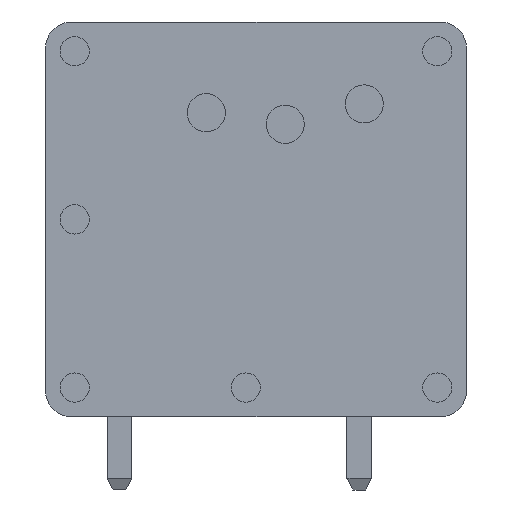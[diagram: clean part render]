
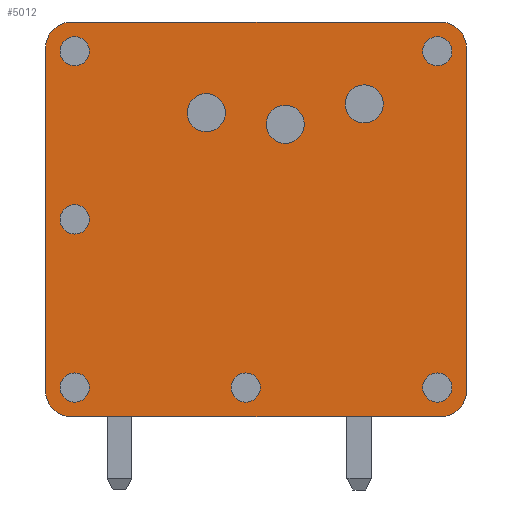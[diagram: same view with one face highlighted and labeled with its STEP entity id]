
A CAD part, front view. The second image highlights one B-rep face of the part: STEP entity #5012.
In plain terms, the highlighted planar face has unit normal (0, -1, 0).
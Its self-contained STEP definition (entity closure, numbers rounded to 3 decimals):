
#178=CIRCLE('',#5330,0.9);
#228=CIRCLE('',#5408,0.65);
#229=CIRCLE('',#5409,0.65);
#230=CIRCLE('',#5410,0.65);
#231=CIRCLE('',#5411,0.5);
#232=CIRCLE('',#5412,0.5);
#233=CIRCLE('',#5413,0.5);
#234=CIRCLE('',#5414,0.5);
#235=CIRCLE('',#5415,0.5);
#236=CIRCLE('',#5416,0.5);
#237=CIRCLE('',#5417,0.9);
#238=CIRCLE('',#5418,0.9);
#239=CIRCLE('',#5419,0.9);
#661=ORIENTED_EDGE('',*,*,#2079,.T.);
#662=ORIENTED_EDGE('',*,*,#2080,.T.);
#663=ORIENTED_EDGE('',*,*,#2081,.T.);
#664=ORIENTED_EDGE('',*,*,#2082,.T.);
#665=ORIENTED_EDGE('',*,*,#2083,.T.);
#666=ORIENTED_EDGE('',*,*,#2084,.T.);
#667=ORIENTED_EDGE('',*,*,#2085,.T.);
#668=ORIENTED_EDGE('',*,*,#2086,.T.);
#669=ORIENTED_EDGE('',*,*,#2087,.T.);
#670=ORIENTED_EDGE('',*,*,#1839,.T.);
#671=ORIENTED_EDGE('',*,*,#2088,.T.);
#672=ORIENTED_EDGE('',*,*,#2076,.T.);
#673=ORIENTED_EDGE('',*,*,#2089,.T.);
#674=ORIENTED_EDGE('',*,*,#2030,.T.);
#675=ORIENTED_EDGE('',*,*,#1824,.T.);
#676=ORIENTED_EDGE('',*,*,#1799,.T.);
#677=ORIENTED_EDGE('',*,*,#2090,.T.);
#1799=EDGE_CURVE('',#2526,#2525,#3022,.T.);
#1824=EDGE_CURVE('',#2550,#2526,#178,.T.);
#1839=EDGE_CURVE('',#2564,#2563,#3048,.T.);
#2030=EDGE_CURVE('',#2735,#2550,#3202,.T.);
#2076=EDGE_CURVE('',#2776,#2775,#3235,.T.);
#2079=EDGE_CURVE('',#2777,#2777,#228,.T.);
#2080=EDGE_CURVE('',#2778,#2778,#229,.T.);
#2081=EDGE_CURVE('',#2779,#2779,#230,.T.);
#2082=EDGE_CURVE('',#2780,#2780,#231,.T.);
#2083=EDGE_CURVE('',#2781,#2781,#232,.T.);
#2084=EDGE_CURVE('',#2782,#2782,#233,.T.);
#2085=EDGE_CURVE('',#2783,#2783,#234,.T.);
#2086=EDGE_CURVE('',#2784,#2784,#235,.T.);
#2087=EDGE_CURVE('',#2785,#2785,#236,.T.);
#2088=EDGE_CURVE('',#2563,#2776,#237,.T.);
#2089=EDGE_CURVE('',#2775,#2735,#238,.T.);
#2090=EDGE_CURVE('',#2525,#2564,#239,.T.);
#2525=VERTEX_POINT('',#7278);
#2526=VERTEX_POINT('',#7280);
#2550=VERTEX_POINT('',#7333);
#2563=VERTEX_POINT('',#7364);
#2564=VERTEX_POINT('',#7366);
#2735=VERTEX_POINT('',#7757);
#2775=VERTEX_POINT('',#7844);
#2776=VERTEX_POINT('',#7846);
#2777=VERTEX_POINT('',#7851);
#2778=VERTEX_POINT('',#7853);
#2779=VERTEX_POINT('',#7855);
#2780=VERTEX_POINT('',#7857);
#2781=VERTEX_POINT('',#7859);
#2782=VERTEX_POINT('',#7861);
#2783=VERTEX_POINT('',#7863);
#2784=VERTEX_POINT('',#7865);
#2785=VERTEX_POINT('',#7867);
#3022=LINE('',#7279,#3557);
#3048=LINE('',#7365,#3583);
#3202=LINE('',#7756,#3737);
#3235=LINE('',#7845,#3770);
#3557=VECTOR('',#5799,1000.);
#3583=VECTOR('',#5853,1000.);
#3737=VECTOR('',#6123,1000.);
#3770=VECTOR('',#6186,1000.);
#4124=EDGE_LOOP('',(#661));
#4125=EDGE_LOOP('',(#662));
#4126=EDGE_LOOP('',(#663));
#4127=EDGE_LOOP('',(#664));
#4128=EDGE_LOOP('',(#665));
#4129=EDGE_LOOP('',(#666));
#4130=EDGE_LOOP('',(#667));
#4131=EDGE_LOOP('',(#668));
#4132=EDGE_LOOP('',(#669));
#4133=EDGE_LOOP('',(#670,#671,#672,#673,#674,#675,#676,#677));
#4477=FACE_BOUND('',#4124,.T.);
#4478=FACE_BOUND('',#4125,.T.);
#4479=FACE_BOUND('',#4126,.T.);
#4480=FACE_BOUND('',#4127,.T.);
#4481=FACE_BOUND('',#4128,.T.);
#4482=FACE_BOUND('',#4129,.T.);
#4483=FACE_BOUND('',#4130,.T.);
#4484=FACE_BOUND('',#4131,.T.);
#4485=FACE_BOUND('',#4132,.T.);
#4486=FACE_BOUND('',#4133,.T.);
#4815=PLANE('',#5407);
#5012=ADVANCED_FACE('',(#4477,#4478,#4479,#4480,#4481,#4482,#4483,#4484,
#4485,#4486),#4815,.T.);
#5330=AXIS2_PLACEMENT_3D('',#7332,#5834,#5835);
#5407=AXIS2_PLACEMENT_3D('',#7849,#6189,#6190);
#5408=AXIS2_PLACEMENT_3D('',#7850,#6191,#6192);
#5409=AXIS2_PLACEMENT_3D('',#7852,#6193,#6194);
#5410=AXIS2_PLACEMENT_3D('',#7854,#6195,#6196);
#5411=AXIS2_PLACEMENT_3D('',#7856,#6197,#6198);
#5412=AXIS2_PLACEMENT_3D('',#7858,#6199,#6200);
#5413=AXIS2_PLACEMENT_3D('',#7860,#6201,#6202);
#5414=AXIS2_PLACEMENT_3D('',#7862,#6203,#6204);
#5415=AXIS2_PLACEMENT_3D('',#7864,#6205,#6206);
#5416=AXIS2_PLACEMENT_3D('',#7866,#6207,#6208);
#5417=AXIS2_PLACEMENT_3D('',#7868,#6209,#6210);
#5418=AXIS2_PLACEMENT_3D('',#7869,#6211,#6212);
#5419=AXIS2_PLACEMENT_3D('',#7870,#6213,#6214);
#5799=DIRECTION('',(0.,0.,1.));
#5834=DIRECTION('',(0.,-1.,0.));
#5835=DIRECTION('',(0.,0.,-1.));
#5853=DIRECTION('',(-1.,0.,0.));
#6123=DIRECTION('',(1.,0.,0.));
#6186=DIRECTION('',(0.,0.,-1.));
#6189=DIRECTION('',(0.,-1.,0.));
#6190=DIRECTION('',(0.,0.,-1.));
#6191=DIRECTION('',(0.,1.,0.));
#6192=DIRECTION('',(0.,0.,-1.));
#6193=DIRECTION('',(0.,1.,0.));
#6194=DIRECTION('',(0.,0.,-1.));
#6195=DIRECTION('',(0.,1.,0.));
#6196=DIRECTION('',(0.,0.,-1.));
#6197=DIRECTION('',(0.,1.,0.));
#6198=DIRECTION('',(0.,0.,-1.));
#6199=DIRECTION('',(0.,1.,0.));
#6200=DIRECTION('',(0.,0.,-1.));
#6201=DIRECTION('',(0.,1.,0.));
#6202=DIRECTION('',(0.,0.,-1.));
#6203=DIRECTION('',(0.,1.,0.));
#6204=DIRECTION('',(0.,0.,-1.));
#6205=DIRECTION('',(0.,1.,0.));
#6206=DIRECTION('',(0.,0.,-1.));
#6207=DIRECTION('',(0.,1.,0.));
#6208=DIRECTION('',(0.,0.,-1.));
#6209=DIRECTION('',(0.,-1.,0.));
#6210=DIRECTION('',(0.,0.,-1.));
#6211=DIRECTION('',(0.,-1.,0.));
#6212=DIRECTION('',(0.,0.,-1.));
#6213=DIRECTION('',(0.,-1.,0.));
#6214=DIRECTION('',(0.,0.,-1.));
#7278=CARTESIAN_POINT('',(14.4,0.,12.6));
#7279=CARTESIAN_POINT('',(14.4,0.,0.));
#7280=CARTESIAN_POINT('',(14.4,0.,0.9));
#7332=CARTESIAN_POINT('',(13.5,0.,0.9));
#7333=CARTESIAN_POINT('',(13.5,0.,0.));
#7364=CARTESIAN_POINT('',(0.9,0.,13.5));
#7365=CARTESIAN_POINT('',(14.4,0.,13.5));
#7366=CARTESIAN_POINT('',(13.5,0.,13.5));
#7756=CARTESIAN_POINT('',(0.,0.,0.));
#7757=CARTESIAN_POINT('',(0.9,0.,0.));
#7844=CARTESIAN_POINT('',(0.,0.,0.9));
#7845=CARTESIAN_POINT('',(0.,0.,13.5));
#7846=CARTESIAN_POINT('',(0.,0.,12.6));
#7849=CARTESIAN_POINT('',(0.,0.,0.));
#7850=CARTESIAN_POINT('',(8.2,0.,10.));
#7851=CARTESIAN_POINT('',(8.2,0.,9.35));
#7852=CARTESIAN_POINT('',(5.5,0.,10.4));
#7853=CARTESIAN_POINT('',(5.5,0.,9.75));
#7854=CARTESIAN_POINT('',(10.9,0.,10.7));
#7855=CARTESIAN_POINT('',(10.9,0.,10.05));
#7856=CARTESIAN_POINT('',(6.85,0.,1.));
#7857=CARTESIAN_POINT('',(6.85,0.,0.5));
#7858=CARTESIAN_POINT('',(13.4,0.,12.5));
#7859=CARTESIAN_POINT('',(13.4,0.,12.));
#7860=CARTESIAN_POINT('',(13.4,0.,1.));
#7861=CARTESIAN_POINT('',(13.4,0.,0.5));
#7862=CARTESIAN_POINT('',(1.,0.,1.));
#7863=CARTESIAN_POINT('',(1.,0.,0.5));
#7864=CARTESIAN_POINT('',(1.,0.,6.75));
#7865=CARTESIAN_POINT('',(1.,0.,6.25));
#7866=CARTESIAN_POINT('',(1.,0.,12.5));
#7867=CARTESIAN_POINT('',(1.,0.,12.));
#7868=CARTESIAN_POINT('',(0.9,0.,12.6));
#7869=CARTESIAN_POINT('',(0.9,0.,0.9));
#7870=CARTESIAN_POINT('',(13.5,0.,12.6));
